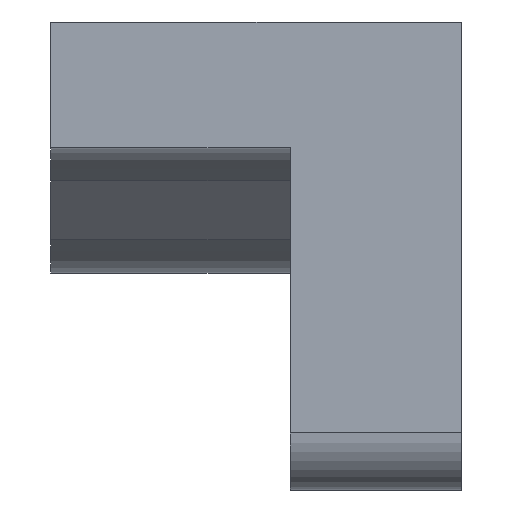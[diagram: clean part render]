
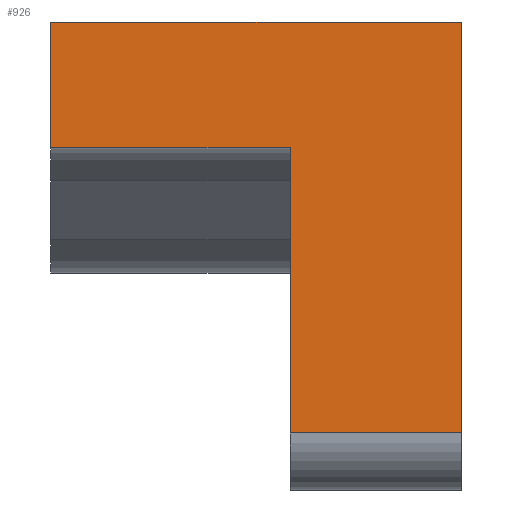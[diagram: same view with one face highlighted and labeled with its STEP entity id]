
A CAD part, left-side view. The second image highlights one B-rep face of the part: STEP entity #926.
In plain terms, the highlighted planar face has unit normal (-1, 0, 0).
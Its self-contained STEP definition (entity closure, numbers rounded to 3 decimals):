
#24=CARTESIAN_POINT('',(-85.,15.,-9.));
#25=VERTEX_POINT('',#24);
#43=CARTESIAN_POINT('',(-85.,0.,-9.));
#44=VERTEX_POINT('',#43);
#52=CARTESIAN_POINT('',(-85.,0.,-9.));
#53=DIRECTION('',(0.,1.,0.));
#54=VECTOR('',#53,1.);
#55=LINE('',#52,#54);
#56=EDGE_CURVE('',#44,#25,#55,.T.);
#98=CARTESIAN_POINT('',(-85.,15.,16.));
#99=VERTEX_POINT('',#98);
#100=CARTESIAN_POINT('',(-85.,15.,-8.699));
#101=DIRECTION('',(0.,0.,-1.));
#102=VECTOR('',#101,1.);
#103=LINE('',#100,#102);
#104=EDGE_CURVE('',#99,#25,#103,.T.);
#566=CARTESIAN_POINT('',(-85.,36.,16.));
#567=VERTEX_POINT('',#566);
#574=CARTESIAN_POINT('',(-85.,36.,27.));
#575=VERTEX_POINT('',#574);
#576=CARTESIAN_POINT('',(-85.,36.,11.25));
#577=DIRECTION('',(0.,0.,1.));
#578=VECTOR('',#577,1.);
#579=LINE('',#576,#578);
#580=EDGE_CURVE('',#567,#575,#579,.T.);
#782=CARTESIAN_POINT('',(-85.,17.5,16.));
#783=DIRECTION('',(0.,-1.,0.));
#784=VECTOR('',#783,1.);
#785=LINE('',#782,#784);
#786=EDGE_CURVE('',#567,#99,#785,.T.);
#901=ORIENTED_EDGE('',*,*,#56,.F.);
#902=CARTESIAN_POINT('',(-85.,0.,27.));
#903=VERTEX_POINT('',#902);
#904=CARTESIAN_POINT('',(-85.,0.,-14.));
#905=DIRECTION('',(0.,0.,1.));
#906=VECTOR('',#905,1.);
#907=LINE('',#904,#906);
#908=EDGE_CURVE('',#44,#903,#907,.T.);
#909=ORIENTED_EDGE('',*,*,#908,.T.);
#910=CARTESIAN_POINT('',(-85.,0.,27.));
#911=DIRECTION('',(0.,1.,0.));
#912=VECTOR('',#911,1.);
#913=LINE('',#910,#912);
#914=EDGE_CURVE('',#903,#575,#913,.T.);
#915=ORIENTED_EDGE('',*,*,#914,.T.);
#916=ORIENTED_EDGE('',*,*,#580,.F.);
#917=ORIENTED_EDGE('',*,*,#786,.T.);
#918=ORIENTED_EDGE('',*,*,#104,.T.);
#919=EDGE_LOOP('',(#901,#909,#915,#916,#917,#918));
#920=FACE_OUTER_BOUND('',#919,.T.);
#921=CARTESIAN_POINT('',(-85.,0.,6.5));
#922=DIRECTION('',(-1.,0.,0.));
#923=DIRECTION('',(0.,0.,1.));
#924=AXIS2_PLACEMENT_3D('',#921,#922,#923);
#925=PLANE('',#924);
#926=ADVANCED_FACE('',(#920),#925,.T.);
